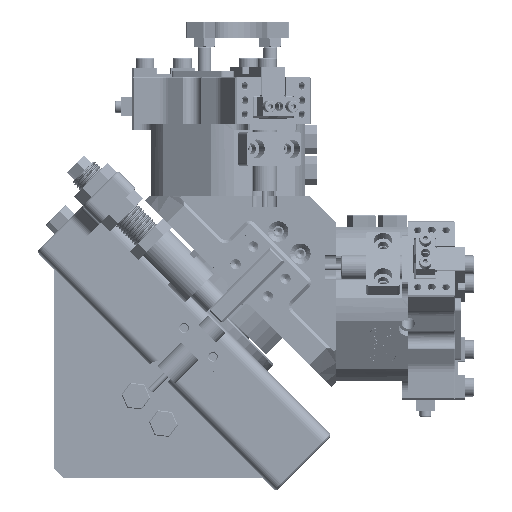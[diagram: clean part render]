
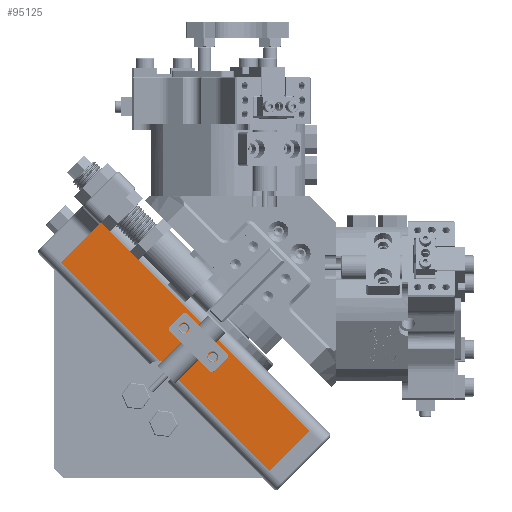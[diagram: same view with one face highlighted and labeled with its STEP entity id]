
A CAD part, top view. The second image highlights one B-rep face of the part: STEP entity #95125.
In plain terms, the highlighted planar face has unit normal (0, 0, 1).
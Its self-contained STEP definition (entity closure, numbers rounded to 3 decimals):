
#2598 = EDGE_CURVE ( 'NONE', #29457, #80138, #113091, .T. ) ;
#5648 = ORIENTED_EDGE ( 'NONE', *, *, #110654, .T. ) ;
#11432 = AXIS2_PLACEMENT_3D ( 'NONE', #59855, #26355, #101988 ) ;
#14470 = ORIENTED_EDGE ( 'NONE', *, *, #27613, .T. ) ;
#14547 = CARTESIAN_POINT ( 'NONE',  ( -0.689, 7.24, 137.098 ) ) ;
#14752 = CARTESIAN_POINT ( 'NONE',  ( 1.432, 9.361, 137.098 ) ) ;
#15806 = VECTOR ( 'NONE', #94655, 1000. ) ;
#18028 = DIRECTION ( 'NONE',  ( 0., 0., -1. ) ) ;
#24477 = CARTESIAN_POINT ( 'NONE',  ( 49.869, -20.691, 137.098 ) ) ;
#24933 = DIRECTION ( 'NONE',  ( 0., -1., 0. ) ) ;
#25421 = DIRECTION ( 'NONE',  ( -0.707, -0.707, 0. ) ) ;
#26355 = DIRECTION ( 'NONE',  ( 0., 0., -1. ) ) ;
#27613 = EDGE_CURVE ( 'NONE', #74334, #80294, #130860, .T. ) ;
#28321 = AXIS2_PLACEMENT_3D ( 'NONE', #39412, #125912, #126861 ) ;
#28760 = CARTESIAN_POINT ( 'NONE',  ( 32.796, -22.002, 137.098 ) ) ;
#29026 = ORIENTED_EDGE ( 'NONE', *, *, #78122, .T. ) ;
#29457 = VERTEX_POINT ( 'NONE', #99797 ) ;
#37400 = FACE_BOUND ( 'NONE', #80918, .T. ) ;
#37580 = AXIS2_PLACEMENT_3D ( 'NONE', #127318, #42651, #62586 ) ;
#39412 = CARTESIAN_POINT ( 'NONE',  ( 32.545, -25.994, 137.098 ) ) ;
#39934 = CARTESIAN_POINT ( 'NONE',  ( 67.9, -57.107, 137.098 ) ) ;
#39959 = ORIENTED_EDGE ( 'NONE', *, *, #2598, .T. ) ;
#40139 = VERTEX_POINT ( 'NONE', #55255 ) ;
#41055 = EDGE_CURVE ( 'NONE', #119458, #75578, #96241, .T. ) ;
#42651 = DIRECTION ( 'NONE',  ( 0., 0., -1. ) ) ;
#46153 = DIRECTION ( 'NONE',  ( 0., 0., -1. ) ) ;
#47473 = CARTESIAN_POINT ( 'NONE',  ( 36.537, -25.744, 137.098 ) ) ;
#47948 = EDGE_LOOP ( 'NONE', ( #120519, #14470, #29026, #76208, #62585, #81857 ) ) ;
#50905 = ORIENTED_EDGE ( 'NONE', *, *, #130544, .T. ) ;
#54575 = VECTOR ( 'NONE', #95699, 1000. ) ;
#54958 = LINE ( 'NONE', #111946, #107480 ) ;
#55255 = CARTESIAN_POINT ( 'NONE',  ( 51.419, -20.691, 137.098 ) ) ;
#59855 = CARTESIAN_POINT ( 'NONE',  ( 40.677, -11.499, 137.098 ) ) ;
#61614 = EDGE_CURVE ( 'NONE', #65765, #74334, #137449, .T. ) ;
#62585 = ORIENTED_EDGE ( 'NONE', *, *, #103573, .T. ) ;
#62586 = DIRECTION ( 'NONE',  ( 0., -1., 0. ) ) ;
#63006 = VECTOR ( 'NONE', #70807, 1000. ) ;
#65765 = VERTEX_POINT ( 'NONE', #75404 ) ;
#66203 = FACE_BOUND ( 'NONE', #75896, .T. ) ;
#66456 = ORIENTED_EDGE ( 'NONE', *, *, #83964, .T. ) ;
#68582 = CARTESIAN_POINT ( 'NONE',  ( 48.319, -20.691, 137.098 ) ) ;
#70807 = DIRECTION ( 'NONE',  ( 0.707, -0.707, 0. ) ) ;
#71840 = CARTESIAN_POINT ( 'NONE',  ( 40.677, -11.499, 137.098 ) ) ;
#72879 = CARTESIAN_POINT ( 'NONE',  ( 4.614, 6.179, 137.098 ) ) ;
#73610 = AXIS2_PLACEMENT_3D ( 'NONE', #84505, #105785, #127978 ) ;
#74334 = VERTEX_POINT ( 'NONE', #75135 ) ;
#75135 = CARTESIAN_POINT ( 'NONE',  ( 14.16, 22.089, 137.098 ) ) ;
#75404 = CARTESIAN_POINT ( 'NONE',  ( 80.628, -44.379, 137.098 ) ) ;
#75578 = VERTEX_POINT ( 'NONE', #47473 ) ;
#75896 = EDGE_LOOP ( 'NONE', ( #5648, #66456 ) ) ;
#76208 = ORIENTED_EDGE ( 'NONE', *, *, #41055, .T. ) ;
#76610 = EDGE_CURVE ( 'NONE', #123771, #65765, #54958, .T. ) ;
#77987 = FACE_OUTER_BOUND ( 'NONE', #47948, .T. ) ;
#78122 = EDGE_CURVE ( 'NONE', #80294, #119458, #119002, .T. ) ;
#80138 = VERTEX_POINT ( 'NONE', #119208 ) ;
#80294 = VERTEX_POINT ( 'NONE', #14752 ) ;
#80918 = EDGE_LOOP ( 'NONE', ( #50905, #39959 ) ) ;
#81857 = ORIENTED_EDGE ( 'NONE', *, *, #76610, .T. ) ;
#82950 = CARTESIAN_POINT ( 'NONE',  ( 17.342, 18.907, 137.098 ) ) ;
#83964 = EDGE_CURVE ( 'NONE', #88421, #40139, #99567, .T. ) ;
#84505 = CARTESIAN_POINT ( 'NONE',  ( 2.493, 4.058, 137.098 ) ) ;
#88421 = VERTEX_POINT ( 'NONE', #68582 ) ;
#92385 = CIRCLE ( 'NONE', #128446, 1.55 ) ;
#92568 = CARTESIAN_POINT ( 'NONE',  ( 4.614, 6.179, 137.098 ) ) ;
#94089 = DIRECTION ( 'NONE',  ( 0., -1., 0. ) ) ;
#94655 = DIRECTION ( 'NONE',  ( 0.707, -0.707, 0. ) ) ;
#94748 = AXIS2_PLACEMENT_3D ( 'NONE', #24477, #46153, #24933 ) ;
#95125 = ADVANCED_FACE ( 'NONE', ( #66203, #37400, #77987 ), #136004, .T. ) ;
#95236 = CIRCLE ( 'NONE', #37580, 1.55 ) ;
#95699 = DIRECTION ( 'NONE',  ( -0.707, 0.707, 0. ) ) ;
#96241 = CIRCLE ( 'NONE', #28321, 4. ) ;
#99567 = CIRCLE ( 'NONE', #94748, 1.55 ) ;
#99797 = CARTESIAN_POINT ( 'NONE',  ( 39.127, -11.499, 137.098 ) ) ;
#101988 = DIRECTION ( 'NONE',  ( 0., -1., 0. ) ) ;
#103573 = EDGE_CURVE ( 'NONE', #75578, #123771, #105331, .T. ) ;
#105331 = LINE ( 'NONE', #92568, #63006 ) ;
#105785 = DIRECTION ( 'NONE',  ( 0., 0., 1. ) ) ;
#107480 = VECTOR ( 'NONE', #134514, 1000. ) ;
#110654 = EDGE_CURVE ( 'NONE', #40139, #88421, #95236, .T. ) ;
#111946 = CARTESIAN_POINT ( 'NONE',  ( 65.779, -59.228, 137.098 ) ) ;
#113091 = CIRCLE ( 'NONE', #11432, 1.55 ) ;
#119002 = LINE ( 'NONE', #72879, #15806 ) ;
#119208 = CARTESIAN_POINT ( 'NONE',  ( 42.227, -11.499, 137.098 ) ) ;
#119458 = VERTEX_POINT ( 'NONE', #28760 ) ;
#120519 = ORIENTED_EDGE ( 'NONE', *, *, #61614, .T. ) ;
#123771 = VERTEX_POINT ( 'NONE', #39934 ) ;
#125912 = DIRECTION ( 'NONE',  ( 0., 0., -1. ) ) ;
#126861 = DIRECTION ( 'NONE',  ( -0.707, -0.707, 0. ) ) ;
#127318 = CARTESIAN_POINT ( 'NONE',  ( 49.869, -20.691, 137.098 ) ) ;
#127978 = DIRECTION ( 'NONE',  ( 0.707, -0.707, 0. ) ) ;
#128446 = AXIS2_PLACEMENT_3D ( 'NONE', #71840, #18028, #94089 ) ;
#129233 = VECTOR ( 'NONE', #25421, 1000. ) ;
#130544 = EDGE_CURVE ( 'NONE', #80138, #29457, #92385, .T. ) ;
#130860 = LINE ( 'NONE', #14547, #129233 ) ;
#134514 = DIRECTION ( 'NONE',  ( 0.707, 0.707, 0. ) ) ;
#136004 = PLANE ( 'NONE',  #73610 ) ;
#137449 = LINE ( 'NONE', #82950, #54575 ) ;
